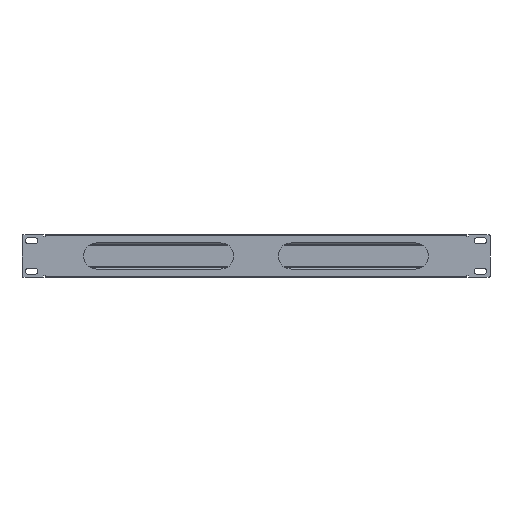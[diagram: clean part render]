
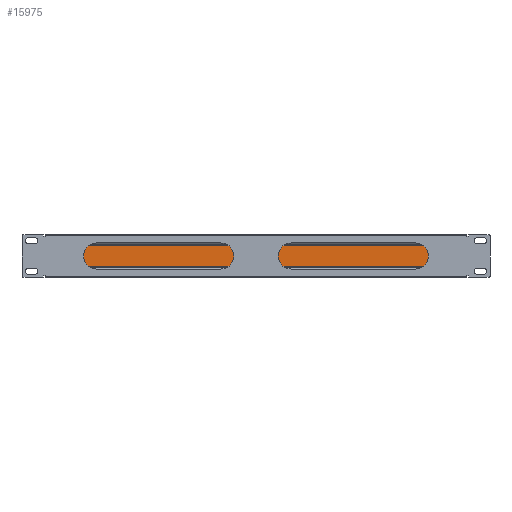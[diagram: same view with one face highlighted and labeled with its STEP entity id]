
A CAD part, front view. The second image highlights one B-rep face of the part: STEP entity #15975.
In plain terms, the highlighted face is planar.
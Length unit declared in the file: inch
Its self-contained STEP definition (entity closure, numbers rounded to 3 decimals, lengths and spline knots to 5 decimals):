
#634 = CARTESIAN_POINT ( 'NONE',  ( -8.56299, -0.4432, -0.0315 ) ) ;
#766 = LINE ( 'NONE', #634, #19353 ) ;
#779 = AXIS2_PLACEMENT_3D ( 'NONE', #9570, #9097, #16488 ) ;
#1248 = LINE ( 'NONE', #4506, #1455 ) ;
#1455 = VECTOR ( 'NONE', #2825, 39.37008 ) ;
#1706 = PLANE ( 'NONE',  #779 ) ;
#1818 = FACE_OUTER_BOUND ( 'NONE', #22575, .T. ) ;
#2268 = CARTESIAN_POINT ( 'NONE',  ( 8.56299, -0.4432, -0.0315 ) ) ;
#2825 = DIRECTION ( 'NONE',  ( 1., 0., 0. ) ) ;
#2828 = DIRECTION ( 'NONE',  ( 1., 0., 0. ) ) ;
#4484 = EDGE_CURVE ( 'NONE', #20847, #14999, #22154, .T. ) ;
#4506 = CARTESIAN_POINT ( 'NONE',  ( -8.56299, 0.4432, -0.0315 ) ) ;
#6856 = CARTESIAN_POINT ( 'NONE',  ( -8.56299, -0.4432, -0.0315 ) ) ;
#7153 = DIRECTION ( 'NONE',  ( 0., 1., 0. ) ) ;
#8719 = EDGE_CURVE ( 'NONE', #14682, #12428, #14486, .T. ) ;
#8799 = ORIENTED_EDGE ( 'NONE', *, *, #21732, .T. ) ;
#9097 = DIRECTION ( 'NONE',  ( 0., 0., 1. ) ) ;
#9570 = CARTESIAN_POINT ( 'NONE',  ( 0., 0., -0.0315 ) ) ;
#12428 = VERTEX_POINT ( 'NONE', #6856 ) ;
#14486 = LINE ( 'NONE', #21863, #16788 ) ;
#14682 = VERTEX_POINT ( 'NONE', #15631 ) ;
#14999 = VERTEX_POINT ( 'NONE', #15126 ) ;
#15126 = CARTESIAN_POINT ( 'NONE',  ( 8.56299, 0.4432, -0.0315 ) ) ;
#15631 = CARTESIAN_POINT ( 'NONE',  ( -8.56299, 0.4432, -0.0315 ) ) ;
#15673 = ORIENTED_EDGE ( 'NONE', *, *, #15720, .F. ) ;
#15720 = EDGE_CURVE ( 'NONE', #12428, #20847, #766, .T. ) ;
#15975 = ADVANCED_FACE ( 'NONE', ( #1818 ), #1706, .F. ) ;
#16488 = DIRECTION ( 'NONE',  ( 1., 0., 0. ) ) ;
#16788 = VECTOR ( 'NONE', #20049, 39.37008 ) ;
#17425 = VECTOR ( 'NONE', #7153, 39.37008 ) ;
#19353 = VECTOR ( 'NONE', #2828, 39.37008 ) ;
#20049 = DIRECTION ( 'NONE',  ( 0., -1., 0. ) ) ;
#20229 = CARTESIAN_POINT ( 'NONE',  ( 8.56299, -0.4432, -0.0315 ) ) ;
#20847 = VERTEX_POINT ( 'NONE', #2268 ) ;
#21491 = ORIENTED_EDGE ( 'NONE', *, *, #8719, .F. ) ;
#21732 = EDGE_CURVE ( 'NONE', #14682, #14999, #1248, .T. ) ;
#21863 = CARTESIAN_POINT ( 'NONE',  ( -8.56299, 0.4432, -0.0315 ) ) ;
#22154 = LINE ( 'NONE', #20229, #17425 ) ;
#22575 = EDGE_LOOP ( 'NONE', ( #21491, #8799, #23374, #15673 ) ) ;
#23374 = ORIENTED_EDGE ( 'NONE', *, *, #4484, .F. ) ;
